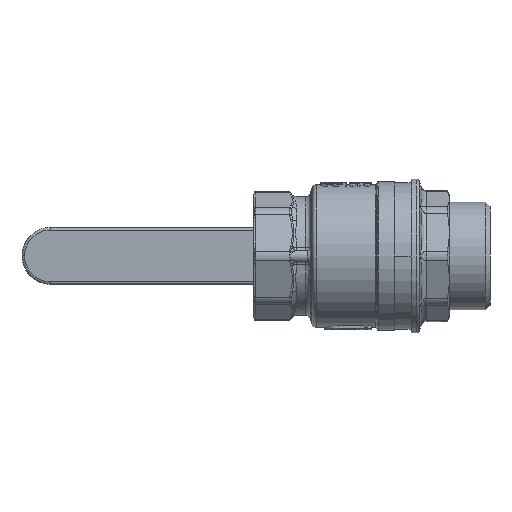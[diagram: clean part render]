
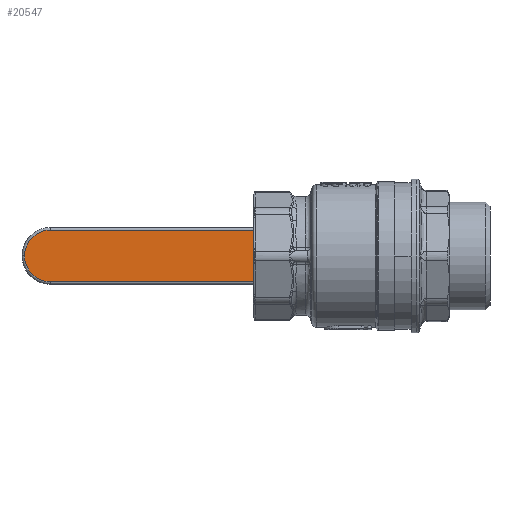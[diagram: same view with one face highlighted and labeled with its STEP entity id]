
A CAD part, front view. The second image highlights one B-rep face of the part: STEP entity #20547.
In plain terms, the highlighted planar face has unit normal (0, -1, 0).
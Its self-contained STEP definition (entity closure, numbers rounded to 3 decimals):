
#5983 = AXIS2_PLACEMENT_3D ( 'NONE', #10760, #10761, #10762 ) ;
#6656 = CIRCLE ( 'NONE', #6657, 10. ) ;
#6657 = AXIS2_PLACEMENT_3D ( 'NONE', #17718, #17719, #17720 ) ;
#6660 = CIRCLE ( 'NONE', #6661, 10. ) ;
#6661 = AXIS2_PLACEMENT_3D ( 'NONE', #17724, #17725, #17726 ) ;
#6664 = VECTOR ( 'NONE', #17731, 1000. ) ;
#6683 = VECTOR ( 'NONE', #17770, 1000. ) ;
#6684 = VECTOR ( 'NONE', #17772, 1000. ) ;
#9410 = FACE_OUTER_BOUND ( 'NONE', #21749, .T. ) ;
#9879 = LINE ( 'NONE', #17730, #6664 ) ;
#9888 = LINE ( 'NONE', #17769, #6683 ) ;
#9889 = LINE ( 'NONE', #17771, #6684 ) ;
#10758 = PLANE ( 'NONE',  #5983 ) ;
#10760 = CARTESIAN_POINT ( 'NONE',  ( -30.571, 56.61, -10.95 ) ) ;
#10761 = DIRECTION ( 'NONE',  ( 0., 1., 0. ) ) ;
#10762 = DIRECTION ( 'NONE',  ( 1., 0., 0. ) ) ;
#15658 = CARTESIAN_POINT ( 'NONE',  ( -30.778, 56.61, -9.95 ) ) ;
#15662 = CARTESIAN_POINT ( 'NONE',  ( -119., 56.61, 10.05 ) ) ;
#15701 = CARTESIAN_POINT ( 'NONE',  ( -129., 56.61, 0.05 ) ) ;
#15745 = CARTESIAN_POINT ( 'NONE',  ( -30.778, 56.61, 10.05 ) ) ;
#15881 = CARTESIAN_POINT ( 'NONE',  ( -119., 56.61, -9.95 ) ) ;
#17718 = CARTESIAN_POINT ( 'NONE',  ( -119., 56.61, 0.05 ) ) ;
#17719 = DIRECTION ( 'NONE',  ( 0., -1., 0. ) ) ;
#17720 = DIRECTION ( 'NONE',  ( 1., 0., 0. ) ) ;
#17724 = CARTESIAN_POINT ( 'NONE',  ( -119., 56.61, 0.05 ) ) ;
#17725 = DIRECTION ( 'NONE',  ( 0., -1., 0. ) ) ;
#17726 = DIRECTION ( 'NONE',  ( 1., 0., 0. ) ) ;
#17730 = CARTESIAN_POINT ( 'NONE',  ( -30.778, 56.61, -9.95 ) ) ;
#17731 = DIRECTION ( 'NONE',  ( 1., 0., 0. ) ) ;
#17769 = CARTESIAN_POINT ( 'NONE',  ( -30.571, 56.61, 10.05 ) ) ;
#17770 = DIRECTION ( 'NONE',  ( -1., 0., 0. ) ) ;
#17771 = CARTESIAN_POINT ( 'NONE',  ( -30.778, 56.61, 11.05 ) ) ;
#17772 = DIRECTION ( 'NONE',  ( 0., 0., 1. ) ) ;
#20547 = ADVANCED_FACE ( 'NONE', ( #9410 ), #10758, .F. ) ;
#21749 = EDGE_LOOP ( 'NONE', ( #26023, #26025, #26022, #26024, #26026 ) ) ;
#24177 = VERTEX_POINT ( 'NONE', #15658 ) ;
#24181 = VERTEX_POINT ( 'NONE', #15662 ) ;
#24220 = VERTEX_POINT ( 'NONE', #15701 ) ;
#24264 = VERTEX_POINT ( 'NONE', #15745 ) ;
#24400 = VERTEX_POINT ( 'NONE', #15881 ) ;
#25040 = EDGE_CURVE ( 'NONE', #24181, #24220, #6656, .T. ) ;
#25042 = EDGE_CURVE ( 'NONE', #24220, #24400, #6660, .T. ) ;
#25044 = EDGE_CURVE ( 'NONE', #24400, #24177, #9879, .T. ) ;
#25059 = EDGE_CURVE ( 'NONE', #24264, #24181, #9888, .T. ) ;
#25060 = EDGE_CURVE ( 'NONE', #24177, #24264, #9889, .T. ) ;
#26022 = ORIENTED_EDGE ( 'NONE', *, *, #25040, .T. ) ;
#26023 = ORIENTED_EDGE ( 'NONE', *, *, #25060, .T. ) ;
#26024 = ORIENTED_EDGE ( 'NONE', *, *, #25042, .T. ) ;
#26025 = ORIENTED_EDGE ( 'NONE', *, *, #25059, .T. ) ;
#26026 = ORIENTED_EDGE ( 'NONE', *, *, #25044, .T. ) ;
